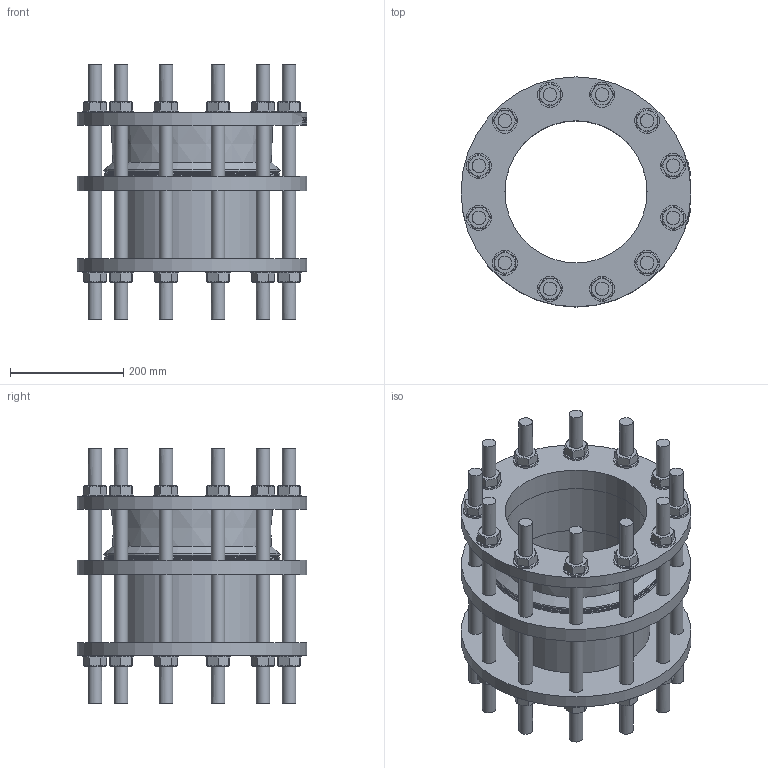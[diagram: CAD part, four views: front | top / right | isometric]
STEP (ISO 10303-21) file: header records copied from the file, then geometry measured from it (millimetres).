
FILE_DESCRIPTION (( 'STEP AP203' ), '1' );
FILE_NAME ('O_265_50_DN0250_1X_AA2.step', '2017-10-25T08:41:06', ( 'Windows User' ), ( 'AVK' ), 'SwSTEP 2.0', 'SolidWorks 2012', '' );
FILE_SCHEMA (( 'CONFIG_CONTROL_DESIGN' ));
Length unit declared in the file: millimetre
Products named in the file (1): O_265_50_DN0250_1X_AA2
Bounding box: 406 x 406 x 450 mm (x, y, z)
Volume: 9863892.5 mm3; surface area: 1272482.4 mm2
Topology: 1 solids, 1 shells, 538 faces, 1226 edges, 774 vertices
Faces by surface type: plane 290, cone 147, cylinder 88, torus 9, bspline 4
Full cylindrical faces by diameter (mm): 24 x48, 44 x24, 251 x3, 261 x1, 307.302 x1, 310.631 x1, 405 x1, 406 x2
Entity records: 16044 total; most frequent: CARTESIAN_POINT 4702, ORIENTED_EDGE 2210, DIRECTION 2201, EDGE_CURVE 1105, AXIS2_PLACEMENT_3D 913, EDGE_LOOP 765, VERTEX_POINT 746, FACE_OUTER_BOUND 628
